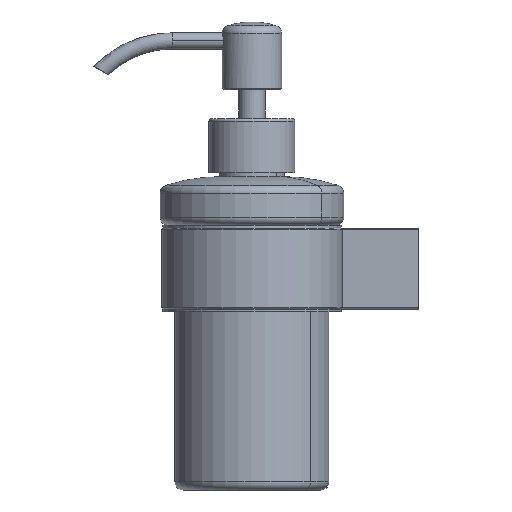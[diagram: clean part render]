
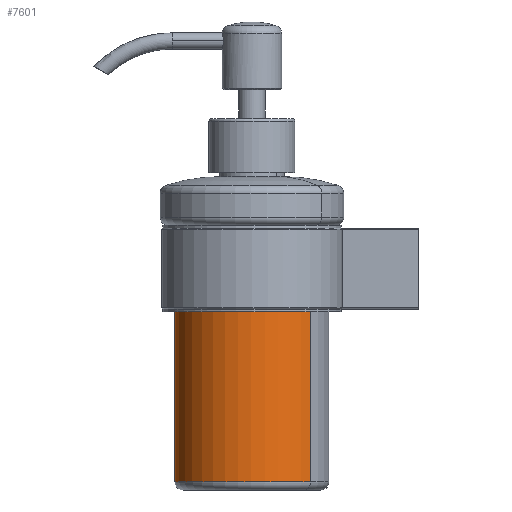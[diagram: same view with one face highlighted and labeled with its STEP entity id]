
A CAD part, left-side view. The second image highlights one B-rep face of the part: STEP entity #7601.
In plain terms, the highlighted cylindrical face has radius 28.5 mm (diameter 57 mm), a partial arc.
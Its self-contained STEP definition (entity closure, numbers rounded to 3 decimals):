
#2249 = DIRECTION ( 'NONE',  ( 0., 0., 1. ) ) ;
#2252 = DIRECTION ( 'NONE',  ( 0., 1., 0. ) ) ;
#2253 = CARTESIAN_POINT ( 'NONE',  ( 0., 0., 0. ) ) ;
#4493 = AXIS2_PLACEMENT_3D ( 'NONE', #12104, #12105, #12106 ) ;
#4494 = AXIS2_PLACEMENT_3D ( 'NONE', #12107, #12108, #12109 ) ;
#5863 = AXIS2_PLACEMENT_3D ( 'NONE', #2253, #2252, #2249 ) ;
#6431 = FACE_OUTER_BOUND ( 'NONE', #12463, .T. ) ;
#6442 = CYLINDRICAL_SURFACE ( 'NONE', #5863, 28.5 ) ;
#7601 = ADVANCED_FACE ( 'NONE', ( #6431 ), #6442, .T. ) ;
#11935 = CARTESIAN_POINT ( 'NONE',  ( 0., 0., -28.5 ) ) ;
#11946 = DIRECTION ( 'NONE',  ( 0., 1., 0. ) ) ;
#11948 = DIRECTION ( 'NONE',  ( 0., 1., 0. ) ) ;
#11950 = CARTESIAN_POINT ( 'NONE',  ( 0., 0., 28.5 ) ) ;
#12104 = CARTESIAN_POINT ( 'NONE',  ( 0., -29., 0. ) ) ;
#12105 = DIRECTION ( 'NONE',  ( 0., 1., 0. ) ) ;
#12106 = DIRECTION ( 'NONE',  ( 0., 0., 1. ) ) ;
#12107 = CARTESIAN_POINT ( 'NONE',  ( 0., -124., 0. ) ) ;
#12108 = DIRECTION ( 'NONE',  ( 0., 1., 0. ) ) ;
#12109 = DIRECTION ( 'NONE',  ( 0., 0., 1. ) ) ;
#12463 = EDGE_LOOP ( 'NONE', ( #16957, #16958, #16959, #16960 ) ) ;
#16552 = EDGE_CURVE ( 'NONE', #18060, #18112, #19948, .T. ) ;
#16554 = EDGE_CURVE ( 'NONE', #18059, #18119, #19950, .T. ) ;
#16588 = EDGE_CURVE ( 'NONE', #18112, #18119, #19993, .T. ) ;
#16589 = EDGE_CURVE ( 'NONE', #18060, #18059, #19994, .T. ) ;
#16957 = ORIENTED_EDGE ( 'NONE', *, *, #16552, .F. ) ;
#16958 = ORIENTED_EDGE ( 'NONE', *, *, #16589, .T. ) ;
#16959 = ORIENTED_EDGE ( 'NONE', *, *, #16554, .T. ) ;
#16960 = ORIENTED_EDGE ( 'NONE', *, *, #16588, .F. ) ;
#18059 = VERTEX_POINT ( 'NONE', #22579 ) ;
#18060 = VERTEX_POINT ( 'NONE', #22580 ) ;
#18112 = VERTEX_POINT ( 'NONE', #22632 ) ;
#18119 = VERTEX_POINT ( 'NONE', #22639 ) ;
#19948 = LINE ( 'NONE', #11935, #19953 ) ;
#19950 = LINE ( 'NONE', #11950, #19956 ) ;
#19953 = VECTOR ( 'NONE', #11948, 1000. ) ;
#19956 = VECTOR ( 'NONE', #11946, 1000. ) ;
#19993 = CIRCLE ( 'NONE', #4493, 28.5 ) ;
#19994 = CIRCLE ( 'NONE', #4494, 28.5 ) ;
#22579 = CARTESIAN_POINT ( 'NONE',  ( 0., -124., 28.5 ) ) ;
#22580 = CARTESIAN_POINT ( 'NONE',  ( 0., -124., -28.5 ) ) ;
#22632 = CARTESIAN_POINT ( 'NONE',  ( 0., -29., -28.5 ) ) ;
#22639 = CARTESIAN_POINT ( 'NONE',  ( 0., -29., 28.5 ) ) ;
